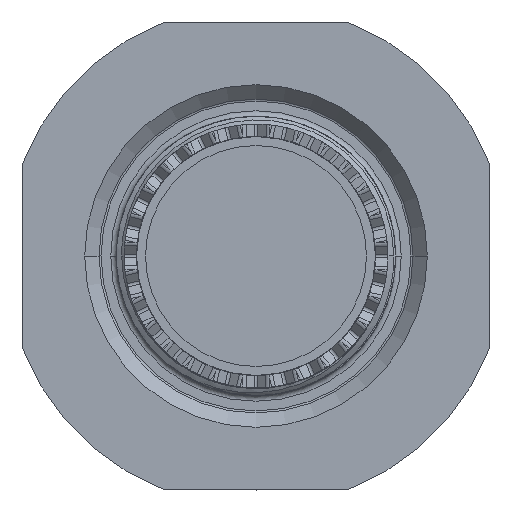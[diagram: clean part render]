
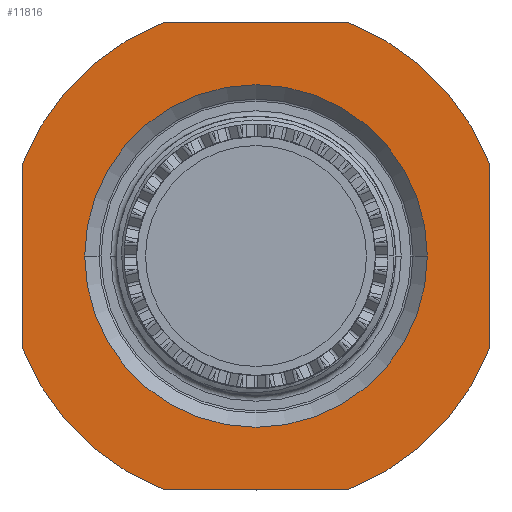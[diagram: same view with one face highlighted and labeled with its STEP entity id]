
A CAD part, front view. The second image highlights one B-rep face of the part: STEP entity #11816.
In plain terms, the highlighted planar face has unit normal (0, -1, 0).
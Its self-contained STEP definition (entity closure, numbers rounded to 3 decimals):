
#3414=CARTESIAN_POINT('',(0.,-25.7,0.));
#3415=DIRECTION('',(0.,-1.,0.));
#3416=DIRECTION('',(-1.,0.,0.));
#3417=AXIS2_PLACEMENT_3D('',#3414,#3415,#3416);
#3419=CARTESIAN_POINT('',(0.,-25.7,0.));
#3420=DIRECTION('',(0.,1.,0.));
#3421=DIRECTION('',(-1.,0.,0.));
#3422=AXIS2_PLACEMENT_3D('',#3419,#3420,#3421);
#3424=DIRECTION('',(0.,0.,-1.));
#3425=VECTOR('',#3424,16.375);
#3426=CARTESIAN_POINT('',(-20.85,-25.7,8.188));
#3427=LINE('',#3426,#3425);
#3428=DIRECTION('',(-1.,0.,0.));
#3429=VECTOR('',#3428,16.375);
#3430=CARTESIAN_POINT('',(8.188,-25.7,20.85));
#3431=LINE('',#3430,#3429);
#3432=DIRECTION('',(0.,0.,1.));
#3433=VECTOR('',#3432,16.375);
#3434=CARTESIAN_POINT('',(20.85,-25.7,-8.188));
#3435=LINE('',#3434,#3433);
#3436=DIRECTION('',(1.,0.,0.));
#3437=VECTOR('',#3436,16.375);
#3438=CARTESIAN_POINT('',(-8.188,-25.7,-20.85));
#3439=LINE('',#3438,#3437);
#3444=CARTESIAN_POINT('',(0.,-25.7,0.));
#3445=DIRECTION('',(0.,-1.,0.));
#3446=DIRECTION('',(-0.931,0.,-0.366));
#3447=AXIS2_PLACEMENT_3D('',#3444,#3445,#3446);
#3457=CARTESIAN_POINT('',(0.,-25.7,0.));
#3458=DIRECTION('',(0.,-1.,0.));
#3459=DIRECTION('',(0.366,0.,-0.931));
#3460=AXIS2_PLACEMENT_3D('',#3457,#3458,#3459);
#6891=CARTESIAN_POINT('',(0.,-25.7,0.));
#6892=DIRECTION('',(0.,1.,0.));
#6893=DIRECTION('',(-0.931,0.,0.366));
#6894=AXIS2_PLACEMENT_3D('',#6891,#6892,#6893);
#6900=CARTESIAN_POINT('',(0.,-25.7,0.));
#6901=DIRECTION('',(0.,1.,0.));
#6902=DIRECTION('',(0.366,0.,0.931));
#6903=AXIS2_PLACEMENT_3D('',#6900,#6901,#6902);
#7406=CARTESIAN_POINT('',(-15.265,-25.7,0.));
#7407=CARTESIAN_POINT('',(15.265,-25.7,0.));
#7408=VERTEX_POINT('',#7406);
#7409=VERTEX_POINT('',#7407);
#7872=CARTESIAN_POINT('',(-20.85,-25.7,8.188));
#7873=CARTESIAN_POINT('',(-20.85,-25.7,-8.188));
#7874=VERTEX_POINT('',#7872);
#7875=VERTEX_POINT('',#7873);
#7876=CARTESIAN_POINT('',(-8.188,-25.7,-20.85));
#7877=CARTESIAN_POINT('',(8.188,-25.7,-20.85));
#7878=VERTEX_POINT('',#7876);
#7879=VERTEX_POINT('',#7877);
#7880=CARTESIAN_POINT('',(20.85,-25.7,-8.188));
#7881=CARTESIAN_POINT('',(20.85,-25.7,8.188));
#7882=VERTEX_POINT('',#7880);
#7883=VERTEX_POINT('',#7881);
#7884=CARTESIAN_POINT('',(8.188,-25.7,20.85));
#7885=CARTESIAN_POINT('',(-8.188,-25.7,20.85));
#7886=VERTEX_POINT('',#7884);
#7887=VERTEX_POINT('',#7885);
#11789=CARTESIAN_POINT('',(0.,-25.7,0.));
#11790=DIRECTION('',(0.,1.,0.));
#11791=DIRECTION('',(-1.,0.,0.));
#11792=AXIS2_PLACEMENT_3D('',#11789,#11790,#11791);
#11793=PLANE('',#11792);
#11795=ORIENTED_EDGE('',*,*,#11794,.F.);
#11797=ORIENTED_EDGE('',*,*,#11796,.T.);
#11799=ORIENTED_EDGE('',*,*,#11798,.F.);
#11801=ORIENTED_EDGE('',*,*,#11800,.T.);
#11803=ORIENTED_EDGE('',*,*,#11802,.F.);
#11805=ORIENTED_EDGE('',*,*,#11804,.F.);
#11807=ORIENTED_EDGE('',*,*,#11806,.F.);
#11809=ORIENTED_EDGE('',*,*,#11808,.F.);
#11810=EDGE_LOOP('',(#11795,#11797,#11799,#11801,#11803,#11805,#11807,#11809));
#11811=FACE_OUTER_BOUND('',#11810,.F.);
#11812=ORIENTED_EDGE('',*,*,#11756,.T.);
#11813=ORIENTED_EDGE('',*,*,#11771,.F.);
#11814=EDGE_LOOP('',(#11812,#11813));
#11815=FACE_BOUND('',#11814,.F.);
#11816=ADVANCED_FACE('',(#11811,#11815),#11793,.F.);
#3418=CIRCLE('',#3417,15.265);
#3423=CIRCLE('',#3422,15.265);
#3448=CIRCLE('',#3447,22.4);
#3461=CIRCLE('',#3460,22.4);
#6895=CIRCLE('',#6894,22.4);
#6904=CIRCLE('',#6903,22.4);
#11756=EDGE_CURVE('',#7408,#7409,#3418,.T.);
#11771=EDGE_CURVE('',#7408,#7409,#3423,.T.);
#11794=EDGE_CURVE('',#7874,#7875,#3427,.T.);
#11796=EDGE_CURVE('',#7874,#7887,#6895,.T.);
#11798=EDGE_CURVE('',#7886,#7887,#3431,.T.);
#11800=EDGE_CURVE('',#7886,#7883,#6904,.T.);
#11802=EDGE_CURVE('',#7882,#7883,#3435,.T.);
#11804=EDGE_CURVE('',#7879,#7882,#3461,.T.);
#11806=EDGE_CURVE('',#7878,#7879,#3439,.T.);
#11808=EDGE_CURVE('',#7875,#7878,#3448,.T.);
